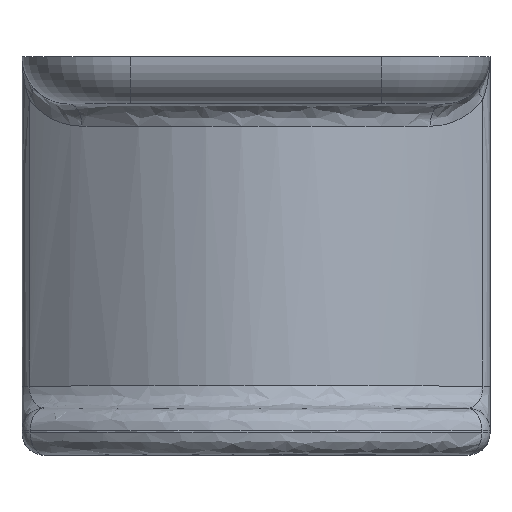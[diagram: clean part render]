
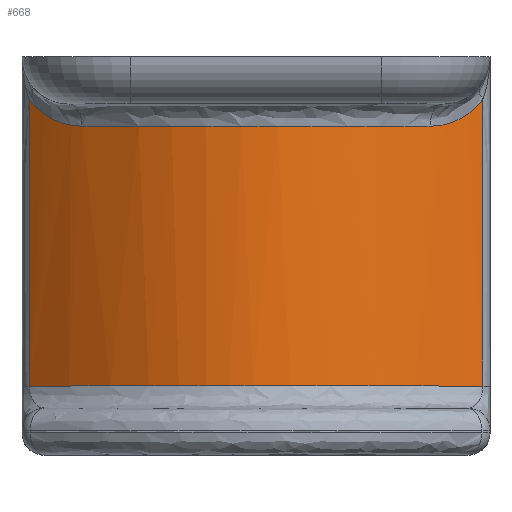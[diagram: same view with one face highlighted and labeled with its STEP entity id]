
A CAD part, top view. The second image highlights one B-rep face of the part: STEP entity #668.
In plain terms, the highlighted free-form (B-spline) face has degree [5, 1] with [20, 2] control points.
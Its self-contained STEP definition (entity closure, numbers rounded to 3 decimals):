
#15=(
BOUNDED_SURFACE()
B_SPLINE_SURFACE(5,1,((#1713,#1714),(#1715,#1716),(#1717,#1718),(#1719,
#1720),(#1721,#1722),(#1723,#1724),(#1725,#1726),(#1727,#1728),(#1729,#1730),
(#1731,#1732),(#1733,#1734),(#1735,#1736),(#1737,#1738),(#1739,#1740),(#1741,
#1742),(#1743,#1744),(#1745,#1746),(#1747,#1748),(#1749,#1750),(#1751,#1752)),
 .UNSPECIFIED.,.F.,.F.,.F.)
B_SPLINE_SURFACE_WITH_KNOTS((6,5,1,1,1,1,1,1,1,1,1,6),(2,2),(-1.24,
-1.,-0.9,-0.8,-0.7,-0.6,-0.5,-0.4,-0.3,-0.2,-0.1,0.),(-0.96,2.6),
 .UNSPECIFIED.)
GEOMETRIC_REPRESENTATION_ITEM()
RATIONAL_B_SPLINE_SURFACE(((1.,1.),(1.,1.),(1.,1.),(1.,1.),(1.,1.),(1.,
1.),(1.,1.),(1.,1.),(1.,1.),(1.,1.),(1.,1.),(1.,1.),(1.,1.),(1.,1.),(1.,
1.),(1.,1.),(1.,1.),(1.,1.),(1.,1.),(1.,1.)))
REPRESENTATION_ITEM('')
SURFACE()
);
#40=B_SPLINE_CURVE_WITH_KNOTS('',3,(#1065,#1066,#1067,#1068,#1069,#1070,
#1071,#1072,#1073),.UNSPECIFIED.,.F.,.F.,(4,1,1,1,1,1,4),(0.,0.994,
1.492,1.989,2.486,2.983,3.48),
 .UNSPECIFIED.);
#42=B_SPLINE_CURVE_WITH_KNOTS('',3,(#1107,#1108,#1109,#1110,#1111),
 .UNSPECIFIED.,.F.,.F.,(4,1,4),(0.,0.285,0.665),
 .UNSPECIFIED.);
#46=B_SPLINE_CURVE_WITH_KNOTS('',3,(#1179,#1180,#1181,#1182,#1183),
 .UNSPECIFIED.,.F.,.F.,(4,1,4),(0.,0.285,0.665),
 .UNSPECIFIED.);
#48=B_SPLINE_CURVE_WITH_KNOTS('',3,(#1207,#1208,#1209,#1210),
 .UNSPECIFIED.,.F.,.F.,(4,4),(-2.81,-0.36),.UNSPECIFIED.);
#53=B_SPLINE_CURVE_WITH_KNOTS('',3,(#1394,#1395,#1396,#1397),
 .UNSPECIFIED.,.F.,.F.,(4,4),(0.36,2.81),.UNSPECIFIED.);
#57=B_SPLINE_CURVE_WITH_KNOTS('',3,(#1500,#1501,#1502,#1503,#1504,#1505,
#1506,#1507,#1508,#1509),.UNSPECIFIED.,.F.,.F.,(4,1,1,1,1,1,1,4),(-4.782,
-4.111,-3.44,-2.77,-2.099,
-1.428,-0.757,-0.086),.UNSPECIFIED.);
#132=FACE_OUTER_BOUND('',#180,.T.);
#180=EDGE_LOOP('',(#603,#604,#605,#606,#607,#608));
#297=VERTEX_POINT('',#1000);
#300=VERTEX_POINT('',#1061);
#301=VERTEX_POINT('',#1063);
#302=VERTEX_POINT('',#1099);
#306=VERTEX_POINT('',#1205);
#321=VERTEX_POINT('',#1358);
#363=EDGE_CURVE('',#301,#300,#40,.T.);
#366=EDGE_CURVE('',#300,#302,#42,.T.);
#370=EDGE_CURVE('',#297,#301,#46,.T.);
#373=EDGE_CURVE('',#306,#297,#48,.T.);
#396=EDGE_CURVE('',#302,#321,#53,.T.);
#403=EDGE_CURVE('',#321,#306,#57,.T.);
#603=ORIENTED_EDGE('',*,*,#370,.F.);
#604=ORIENTED_EDGE('',*,*,#373,.F.);
#605=ORIENTED_EDGE('',*,*,#403,.F.);
#606=ORIENTED_EDGE('',*,*,#396,.F.);
#607=ORIENTED_EDGE('',*,*,#366,.F.);
#608=ORIENTED_EDGE('',*,*,#363,.F.);
#668=ADVANCED_FACE('',(#132),#15,.T.);
#1000=CARTESIAN_POINT('',(0.611,0.403,10.572));
#1061=CARTESIAN_POINT('',(34.877,-1.9,14.311));
#1063=CARTESIAN_POINT('',(5.123,-1.9,14.311));
#1065=CARTESIAN_POINT('Ctrl Pts',(5.123,-1.9,14.311));
#1066=CARTESIAN_POINT('Ctrl Pts',(7.687,-1.9,16.19));
#1067=CARTESIAN_POINT('Ctrl Pts',(11.803,-1.9,18.584));
#1068=CARTESIAN_POINT('Ctrl Pts',(17.737,-1.9,20.047));
#1069=CARTESIAN_POINT('Ctrl Pts',(22.263,-1.9,20.044));
#1070=CARTESIAN_POINT('Ctrl Pts',(26.71,-1.9,18.953));
#1071=CARTESIAN_POINT('Ctrl Pts',(30.946,-1.9,16.982));
#1072=CARTESIAN_POINT('Ctrl Pts',(33.595,-1.9,15.25));
#1073=CARTESIAN_POINT('Ctrl Pts',(34.877,-1.9,14.311));
#1099=CARTESIAN_POINT('',(39.389,0.403,10.572));
#1107=CARTESIAN_POINT('Ctrl Pts',(34.877,-1.9,14.311));
#1108=CARTESIAN_POINT('Ctrl Pts',(35.611,-1.9,13.772));
#1109=CARTESIAN_POINT('Ctrl Pts',(37.287,-1.555,12.461));
#1110=CARTESIAN_POINT('Ctrl Pts',(38.736,-0.472,11.174));
#1111=CARTESIAN_POINT('Ctrl Pts',(39.389,0.403,10.572));
#1179=CARTESIAN_POINT('Ctrl Pts',(0.611,0.403,10.572));
#1180=CARTESIAN_POINT('Ctrl Pts',(1.101,-0.253,11.024));
#1181=CARTESIAN_POINT('Ctrl Pts',(2.477,-1.445,12.257));
#1182=CARTESIAN_POINT('Ctrl Pts',(4.144,-1.9,13.592));
#1183=CARTESIAN_POINT('Ctrl Pts',(5.123,-1.9,14.311));
#1205=CARTESIAN_POINT('',(0.611,-24.1,10.572));
#1207=CARTESIAN_POINT('Ctrl Pts',(0.611,-24.1,10.572));
#1208=CARTESIAN_POINT('Ctrl Pts',(0.611,-15.932,10.572));
#1209=CARTESIAN_POINT('Ctrl Pts',(0.611,-7.764,10.572));
#1210=CARTESIAN_POINT('Ctrl Pts',(0.611,0.403,10.572));
#1358=CARTESIAN_POINT('',(39.389,-24.1,10.572));
#1394=CARTESIAN_POINT('Ctrl Pts',(39.389,0.403,10.572));
#1395=CARTESIAN_POINT('Ctrl Pts',(39.389,-7.764,10.572));
#1396=CARTESIAN_POINT('Ctrl Pts',(39.389,-15.932,10.572));
#1397=CARTESIAN_POINT('Ctrl Pts',(39.389,-24.1,10.572));
#1500=CARTESIAN_POINT('Ctrl Pts',(39.389,-24.1,10.572));
#1501=CARTESIAN_POINT('Ctrl Pts',(37.795,-24.1,12.042));
#1502=CARTESIAN_POINT('Ctrl Pts',(34.466,-24.1,14.803));
#1503=CARTESIAN_POINT('Ctrl Pts',(28.995,-24.1,18.113));
#1504=CARTESIAN_POINT('Ctrl Pts',(23.067,-24.1,20.081));
#1505=CARTESIAN_POINT('Ctrl Pts',(16.932,-24.1,20.078));
#1506=CARTESIAN_POINT('Ctrl Pts',(11.004,-24.1,18.113));
#1507=CARTESIAN_POINT('Ctrl Pts',(5.533,-24.1,14.802));
#1508=CARTESIAN_POINT('Ctrl Pts',(2.204,-24.1,12.042));
#1509=CARTESIAN_POINT('Ctrl Pts',(0.611,-24.1,10.572));
#1713=CARTESIAN_POINT('Ctrl Pts',(49.6,9.6,0.898));
#1714=CARTESIAN_POINT('Ctrl Pts',(49.6,-26.,0.898));
#1715=CARTESIAN_POINT('Ctrl Pts',(47.68,9.6,2.719));
#1716=CARTESIAN_POINT('Ctrl Pts',(47.68,-26.,2.719));
#1717=CARTESIAN_POINT('Ctrl Pts',(45.76,9.6,4.539));
#1718=CARTESIAN_POINT('Ctrl Pts',(45.76,-26.,4.539));
#1719=CARTESIAN_POINT('Ctrl Pts',(43.84,9.6,6.359));
#1720=CARTESIAN_POINT('Ctrl Pts',(43.84,-26.,6.359));
#1721=CARTESIAN_POINT('Ctrl Pts',(41.92,9.6,8.18));
#1722=CARTESIAN_POINT('Ctrl Pts',(41.92,-26.,8.18));
#1723=CARTESIAN_POINT('Ctrl Pts',(40.,9.6,10.));
#1724=CARTESIAN_POINT('Ctrl Pts',(40.,-26.,10.));
#1725=CARTESIAN_POINT('Ctrl Pts',(39.2,9.6,10.758));
#1726=CARTESIAN_POINT('Ctrl Pts',(39.2,-26.,10.758));
#1727=CARTESIAN_POINT('Ctrl Pts',(37.6,9.6,12.209));
#1728=CARTESIAN_POINT('Ctrl Pts',(37.6,-26.,12.209));
#1729=CARTESIAN_POINT('Ctrl Pts',(35.2,9.6,14.187));
#1730=CARTESIAN_POINT('Ctrl Pts',(35.2,-26.,14.187));
#1731=CARTESIAN_POINT('Ctrl Pts',(32.,9.6,16.419));
#1732=CARTESIAN_POINT('Ctrl Pts',(32.,-26.,16.419));
#1733=CARTESIAN_POINT('Ctrl Pts',(28.,9.6,18.491));
#1734=CARTESIAN_POINT('Ctrl Pts',(28.,-26.,18.491));
#1735=CARTESIAN_POINT('Ctrl Pts',(24.,9.6,19.779));
#1736=CARTESIAN_POINT('Ctrl Pts',(24.,-26.,19.779));
#1737=CARTESIAN_POINT('Ctrl Pts',(20.,9.6,20.22));
#1738=CARTESIAN_POINT('Ctrl Pts',(20.,-26.,20.22));
#1739=CARTESIAN_POINT('Ctrl Pts',(16.,9.6,19.779));
#1740=CARTESIAN_POINT('Ctrl Pts',(16.,-26.,19.779));
#1741=CARTESIAN_POINT('Ctrl Pts',(12.,9.6,18.491));
#1742=CARTESIAN_POINT('Ctrl Pts',(12.,-26.,18.491));
#1743=CARTESIAN_POINT('Ctrl Pts',(8.,9.6,16.419));
#1744=CARTESIAN_POINT('Ctrl Pts',(8.,-26.,16.419));
#1745=CARTESIAN_POINT('Ctrl Pts',(4.8,9.6,14.187));
#1746=CARTESIAN_POINT('Ctrl Pts',(4.8,-26.,14.187));
#1747=CARTESIAN_POINT('Ctrl Pts',(2.4,9.6,12.209));
#1748=CARTESIAN_POINT('Ctrl Pts',(2.4,-26.,12.209));
#1749=CARTESIAN_POINT('Ctrl Pts',(0.8,9.6,10.758));
#1750=CARTESIAN_POINT('Ctrl Pts',(0.8,-26.,10.758));
#1751=CARTESIAN_POINT('Ctrl Pts',(0.,9.6,10.));
#1752=CARTESIAN_POINT('Ctrl Pts',(0.,-26.,10.));
